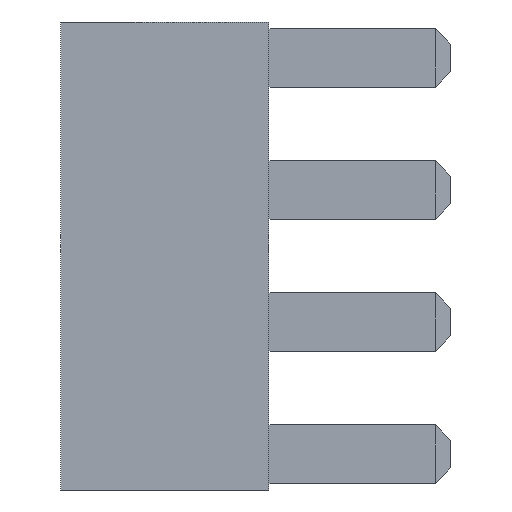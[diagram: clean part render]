
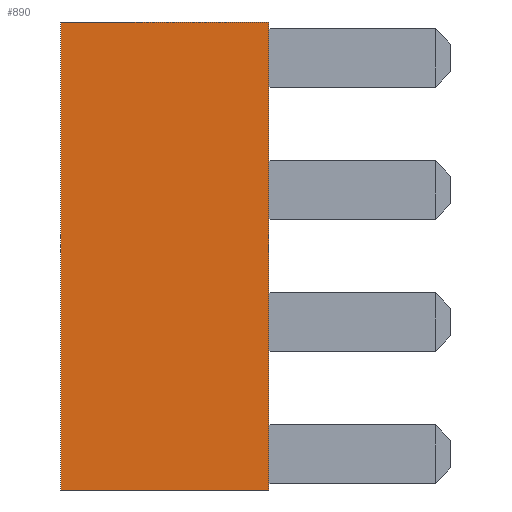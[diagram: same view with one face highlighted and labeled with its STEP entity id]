
A CAD part, left-side view. The second image highlights one B-rep face of the part: STEP entity #890.
In plain terms, the highlighted planar face has unit normal (-1, 0, 0).
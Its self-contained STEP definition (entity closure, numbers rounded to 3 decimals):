
#75 = LINE ( 'NONE', #1305, #3442 ) ;
#112 = LINE ( 'NONE', #504, #2042 ) ;
#120 = CARTESIAN_POINT ( 'NONE',  ( -4.5, 0., -4.5 ) ) ;
#188 = CARTESIAN_POINT ( 'NONE',  ( -4.5, 0., 4.5 ) ) ;
#339 = AXIS2_PLACEMENT_3D ( 'NONE', #3222, #1657, #3868 ) ;
#504 = CARTESIAN_POINT ( 'NONE',  ( -4.5, 4., -4.5 ) ) ;
#652 = CARTESIAN_POINT ( 'NONE',  ( -4.5, 4., -4.5 ) ) ;
#763 = CARTESIAN_POINT ( 'NONE',  ( -4.5, 0., -4.5 ) ) ;
#890 = ADVANCED_FACE ( 'NONE', ( #3191 ), #1672, .F. ) ;
#1030 = ORIENTED_EDGE ( 'NONE', *, *, #2389, .F. ) ;
#1167 = CARTESIAN_POINT ( 'NONE',  ( -4.5, 4., 4.5 ) ) ;
#1305 = CARTESIAN_POINT ( 'NONE',  ( -4.5, 4., 4.5 ) ) ;
#1384 = DIRECTION ( 'NONE',  ( 0., 0., 1. ) ) ;
#1626 = DIRECTION ( 'NONE',  ( 0., 0., 1. ) ) ;
#1657 = DIRECTION ( 'NONE',  ( 1., 0., 0. ) ) ;
#1672 = PLANE ( 'NONE',  #339 ) ;
#1678 = VERTEX_POINT ( 'NONE', #1167 ) ;
#1830 = DIRECTION ( 'NONE',  ( 0., -1., 0. ) ) ;
#1840 = ORIENTED_EDGE ( 'NONE', *, *, #1944, .F. ) ;
#1944 = EDGE_CURVE ( 'NONE', #1678, #4100, #75, .T. ) ;
#1972 = ORIENTED_EDGE ( 'NONE', *, *, #4092, .T. ) ;
#2012 = VECTOR ( 'NONE', #1626, 1000. ) ;
#2042 = VECTOR ( 'NONE', #1830, 1000. ) ;
#2244 = LINE ( 'NONE', #3875, #2012 ) ;
#2278 = VERTEX_POINT ( 'NONE', #652 ) ;
#2389 = EDGE_CURVE ( 'NONE', #2278, #1678, #2244, .T. ) ;
#2498 = EDGE_CURVE ( 'NONE', #3943, #4100, #3383, .T. ) ;
#2744 = ORIENTED_EDGE ( 'NONE', *, *, #2498, .T. ) ;
#3191 = FACE_OUTER_BOUND ( 'NONE', #3650, .T. ) ;
#3222 = CARTESIAN_POINT ( 'NONE',  ( -4.5, 4., -4.5 ) ) ;
#3383 = LINE ( 'NONE', #763, #3985 ) ;
#3442 = VECTOR ( 'NONE', #3526, 1000. ) ;
#3526 = DIRECTION ( 'NONE',  ( 0., -1., 0. ) ) ;
#3650 = EDGE_LOOP ( 'NONE', ( #2744, #1840, #1030, #1972 ) ) ;
#3868 = DIRECTION ( 'NONE',  ( 0., 0., -1. ) ) ;
#3875 = CARTESIAN_POINT ( 'NONE',  ( -4.5, 4., -4.5 ) ) ;
#3943 = VERTEX_POINT ( 'NONE', #120 ) ;
#3985 = VECTOR ( 'NONE', #1384, 1000. ) ;
#4092 = EDGE_CURVE ( 'NONE', #2278, #3943, #112, .T. ) ;
#4100 = VERTEX_POINT ( 'NONE', #188 ) ;
